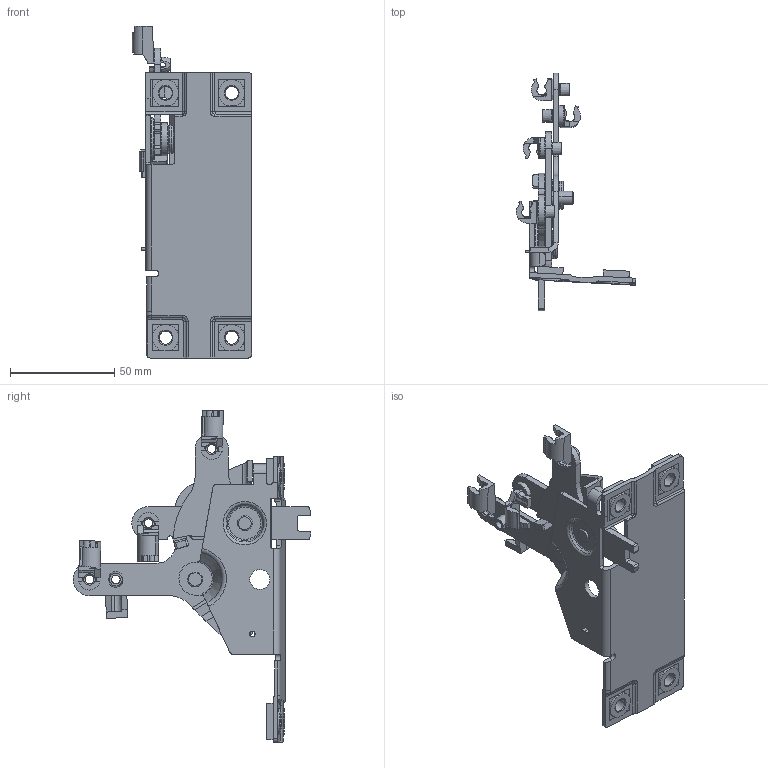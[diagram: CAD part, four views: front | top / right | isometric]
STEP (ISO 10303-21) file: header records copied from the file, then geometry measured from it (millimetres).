
FILE_DESCRIPTION(/* description */ (''),/* implementation_level */ '2;1');
FILE_NAME(/* name */ '1-19401-R_02_17_2022.stp',/* time_stamp */ '2022-02-17T11:52:41-05:00',/* author */ ('MRosu'),/* organization */ (''),/* preprocessor_version */ 'ST-DEVELOPER v18.1',/* originating_system */ 'Autodesk Inventor 2020',/* authorisation */ '');
FILE_SCHEMA (('AUTOMOTIVE_DESIGN { 1 0 10303 214 3 1 1 }'));
Length unit declared in the file: inch
Products named in the file (1): 1-19401-R_Shrinkwrap_1
Bounding box: 57.36 x 114.18 x 159.36 mm (x, y, z)
Volume: 41452.5 mm3; surface area: 39101.4 mm2
Topology: 4 solids, 4 shells, 943 faces, 2656 edges, 1738 vertices
Faces by surface type: plane 588, cylinder 205, bspline 73, cone 42, torus 35
Full cylindrical faces by diameter (mm): 1.295 x3, 4.127 x4, 6.096 x1, 6.286 x1, 6.401 x4, 6.528 x1, 6.807 x4, 6.858 x1, 7.62 x1, 7.938 x1, 8.128 x1, 9.55 x1, 9.665 x1, 10.039 x1, 13.487 x2
Entity records: 32543 total; most frequent: CARTESIAN_POINT 7207, ORIENTED_EDGE 5314, DIRECTION 4730, EDGE_CURVE 2657, LINE 1848, VECTOR 1848, VERTEX_POINT 1738, AXIS2_PLACEMENT_3D 1441
